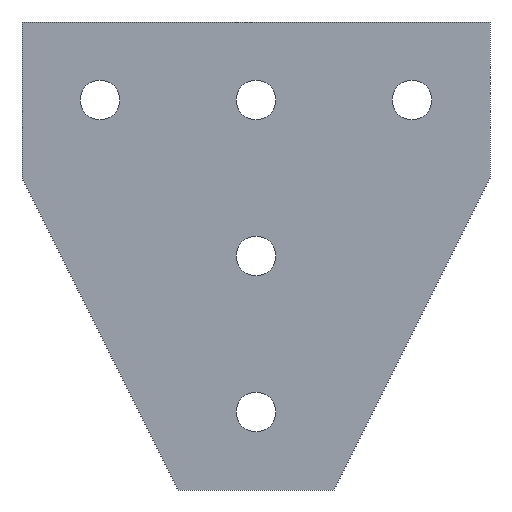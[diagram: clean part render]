
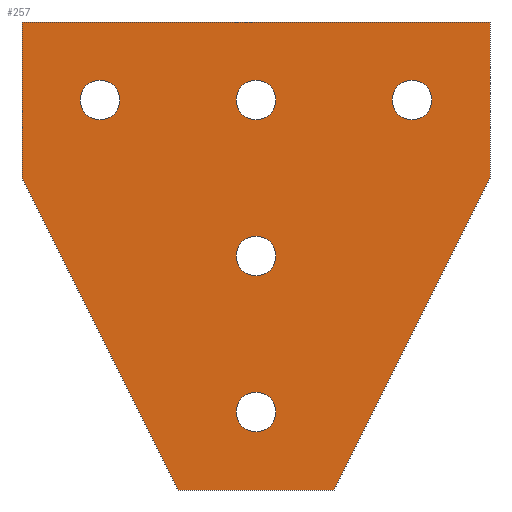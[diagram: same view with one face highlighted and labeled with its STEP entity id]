
A CAD part, front view. The second image highlights one B-rep face of the part: STEP entity #257.
In plain terms, the highlighted planar face has unit normal (0, -1, 0).
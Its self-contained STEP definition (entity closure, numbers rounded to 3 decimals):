
#20=FACE_BOUND('',#58,.T.);
#21=FACE_BOUND('',#59,.T.);
#22=FACE_BOUND('',#60,.T.);
#23=FACE_BOUND('',#61,.T.);
#24=FACE_BOUND('',#62,.T.);
#26=PLANE('',#294);
#39=FACE_OUTER_BOUND('',#57,.T.);
#57=EDGE_LOOP('',(#211,#212,#213,#214,#215,#216));
#58=EDGE_LOOP('',(#217));
#59=EDGE_LOOP('',(#218));
#60=EDGE_LOOP('',(#219));
#61=EDGE_LOOP('',(#220));
#62=EDGE_LOOP('',(#221));
#80=LINE('',#419,#103);
#81=LINE('',#421,#104);
#82=LINE('',#423,#105);
#83=LINE('',#425,#106);
#84=LINE('',#427,#107);
#85=LINE('',#428,#108);
#103=VECTOR('',#348,1000.);
#104=VECTOR('',#349,1000.);
#105=VECTOR('',#350,1000.);
#106=VECTOR('',#351,1000.);
#107=VECTOR('',#352,1000.);
#108=VECTOR('',#353,1000.);
#116=CIRCLE('',#280,2.55);
#118=CIRCLE('',#283,2.55);
#120=CIRCLE('',#286,2.55);
#122=CIRCLE('',#289,2.55);
#124=CIRCLE('',#292,2.55);
#126=VERTEX_POINT('',#376);
#128=VERTEX_POINT('',#382);
#130=VERTEX_POINT('',#388);
#132=VERTEX_POINT('',#394);
#134=VERTEX_POINT('',#400);
#141=VERTEX_POINT('',#417);
#142=VERTEX_POINT('',#418);
#143=VERTEX_POINT('',#420);
#144=VERTEX_POINT('',#422);
#145=VERTEX_POINT('',#424);
#146=VERTEX_POINT('',#426);
#149=EDGE_CURVE('',#126,#126,#116,.T.);
#152=EDGE_CURVE('',#128,#128,#118,.T.);
#155=EDGE_CURVE('',#130,#130,#120,.T.);
#158=EDGE_CURVE('',#132,#132,#122,.T.);
#161=EDGE_CURVE('',#134,#134,#124,.T.);
#168=EDGE_CURVE('',#141,#142,#80,.T.);
#169=EDGE_CURVE('',#143,#141,#81,.T.);
#170=EDGE_CURVE('',#144,#143,#82,.T.);
#171=EDGE_CURVE('',#145,#144,#83,.T.);
#172=EDGE_CURVE('',#146,#145,#84,.T.);
#173=EDGE_CURVE('',#142,#146,#85,.T.);
#211=ORIENTED_EDGE('',*,*,#168,.F.);
#212=ORIENTED_EDGE('',*,*,#169,.F.);
#213=ORIENTED_EDGE('',*,*,#170,.F.);
#214=ORIENTED_EDGE('',*,*,#171,.F.);
#215=ORIENTED_EDGE('',*,*,#172,.F.);
#216=ORIENTED_EDGE('',*,*,#173,.F.);
#217=ORIENTED_EDGE('',*,*,#161,.T.);
#218=ORIENTED_EDGE('',*,*,#155,.T.);
#219=ORIENTED_EDGE('',*,*,#149,.T.);
#220=ORIENTED_EDGE('',*,*,#152,.T.);
#221=ORIENTED_EDGE('',*,*,#158,.T.);
#257=ADVANCED_FACE('',(#39,#20,#21,#22,#23,#24),#26,.T.);
#280=AXIS2_PLACEMENT_3D('',#378,#308,#309);
#283=AXIS2_PLACEMENT_3D('',#384,#315,#316);
#286=AXIS2_PLACEMENT_3D('',#390,#322,#323);
#289=AXIS2_PLACEMENT_3D('',#396,#329,#330);
#292=AXIS2_PLACEMENT_3D('',#402,#336,#337);
#294=AXIS2_PLACEMENT_3D('',#416,#346,#347);
#308=DIRECTION('center_axis',(0.,1.,0.));
#309=DIRECTION('ref_axis',(0.,0.,1.));
#315=DIRECTION('center_axis',(0.,1.,0.));
#316=DIRECTION('ref_axis',(0.,0.,1.));
#322=DIRECTION('center_axis',(0.,1.,0.));
#323=DIRECTION('ref_axis',(0.,0.,1.));
#329=DIRECTION('center_axis',(0.,1.,0.));
#330=DIRECTION('ref_axis',(0.,0.,1.));
#336=DIRECTION('center_axis',(0.,1.,0.));
#337=DIRECTION('ref_axis',(0.,0.,1.));
#346=DIRECTION('center_axis',(0.,-1.,0.));
#347=DIRECTION('ref_axis',(0.,0.,-1.));
#348=DIRECTION('',(0.,0.,-1.));
#349=DIRECTION('',(1.,0.,0.));
#350=DIRECTION('',(0.,0.,1.));
#351=DIRECTION('',(-0.447,0.,0.894));
#352=DIRECTION('',(-1.,0.,0.));
#353=DIRECTION('',(-0.447,0.,-0.894));
#376=CARTESIAN_POINT('',(0.,0.,-37.45));
#378=CARTESIAN_POINT('Origin',(0.,0.,-40.));
#382=CARTESIAN_POINT('',(0.,0.,-17.45));
#384=CARTESIAN_POINT('Origin',(0.,0.,-20.));
#388=CARTESIAN_POINT('',(0.,0.,2.55));
#390=CARTESIAN_POINT('Origin',(0.,0.,0.));
#394=CARTESIAN_POINT('',(20.,0.,2.55));
#396=CARTESIAN_POINT('Origin',(20.,0.,0.));
#400=CARTESIAN_POINT('',(-20.,0.,2.55));
#402=CARTESIAN_POINT('Origin',(-20.,0.,0.));
#416=CARTESIAN_POINT('Origin',(0.,0.,0.));
#417=CARTESIAN_POINT('',(30.,0.,10.));
#418=CARTESIAN_POINT('',(30.,0.,-10.));
#419=CARTESIAN_POINT('',(30.,0.,10.));
#420=CARTESIAN_POINT('',(-30.,0.,10.));
#421=CARTESIAN_POINT('',(30.,0.,10.));
#422=CARTESIAN_POINT('',(-30.,0.,-10.));
#423=CARTESIAN_POINT('',(-30.,0.,10.));
#424=CARTESIAN_POINT('',(-10.,0.,-50.));
#425=CARTESIAN_POINT('',(-30.,0.,-10.));
#426=CARTESIAN_POINT('',(10.,0.,-50.));
#427=CARTESIAN_POINT('',(-10.,0.,-50.));
#428=CARTESIAN_POINT('',(30.,0.,-10.));
